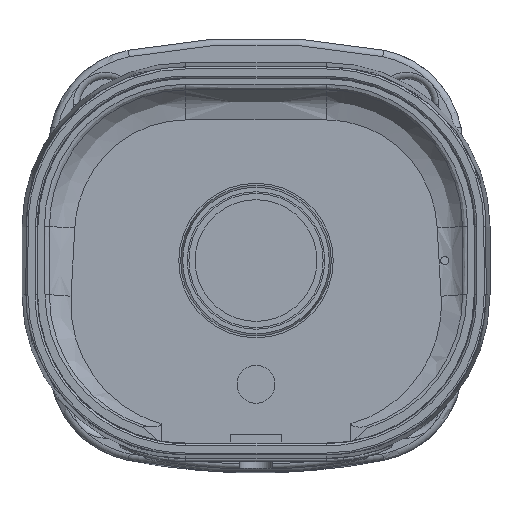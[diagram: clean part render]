
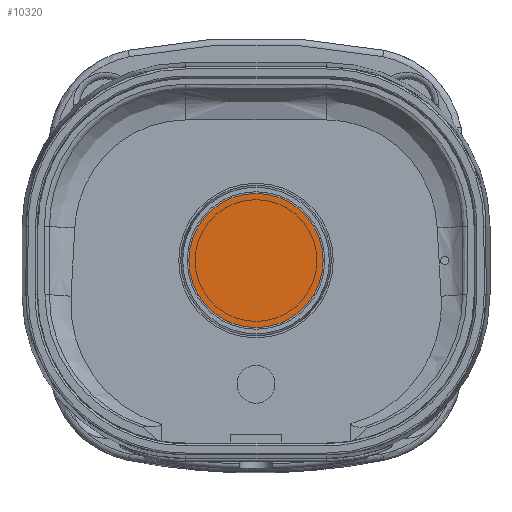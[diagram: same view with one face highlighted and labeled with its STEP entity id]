
A CAD part, front view. The second image highlights one B-rep face of the part: STEP entity #10320.
In plain terms, the highlighted face is planar.
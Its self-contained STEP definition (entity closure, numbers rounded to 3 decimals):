
#3103 = CIRCLE ( 'NONE', #30971, 10.25 ) ;
#4049 = ORIENTED_EDGE ( 'NONE', *, *, #47856, .T. ) ;
#10320 = ADVANCED_FACE ( 'NONE', ( #61064 ), #15585, .T. ) ;
#10439 = ORIENTED_EDGE ( 'NONE', *, *, #48683, .T. ) ;
#15585 = PLANE ( 'NONE',  #49731 ) ;
#20503 = AXIS2_PLACEMENT_3D ( 'NONE', #28394, #27681, #22230 ) ;
#22230 = DIRECTION ( 'NONE',  ( 0., 0., 1. ) ) ;
#27681 = DIRECTION ( 'NONE',  ( 0., 1., 0. ) ) ;
#28394 = CARTESIAN_POINT ( 'NONE',  ( 0., 21., 0. ) ) ;
#30971 = AXIS2_PLACEMENT_3D ( 'NONE', #44366, #66580, #38871 ) ;
#32502 = CARTESIAN_POINT ( 'NONE',  ( 0., 21., 10.25 ) ) ;
#34109 = DIRECTION ( 'NONE',  ( 0., 1., 0. ) ) ;
#35184 = DIRECTION ( 'NONE',  ( 0., 0., 1. ) ) ;
#38871 = DIRECTION ( 'NONE',  ( 0., 0., 1. ) ) ;
#44366 = CARTESIAN_POINT ( 'NONE',  ( 0., 21., 0. ) ) ;
#46282 = VERTEX_POINT ( 'NONE', #47737 ) ;
#47439 = CARTESIAN_POINT ( 'NONE',  ( 0., 21., 0. ) ) ;
#47737 = CARTESIAN_POINT ( 'NONE',  ( 0., 21., -10.25 ) ) ;
#47856 = EDGE_CURVE ( 'NONE', #46282, #50527, #3103, .T. ) ;
#48683 = EDGE_CURVE ( 'NONE', #50527, #46282, #57835, .T. ) ;
#49731 = AXIS2_PLACEMENT_3D ( 'NONE', #47439, #34109, #35184 ) ;
#50527 = VERTEX_POINT ( 'NONE', #32502 ) ;
#57835 = CIRCLE ( 'NONE', #20503, 10.25 ) ;
#61064 = FACE_OUTER_BOUND ( 'NONE', #70614, .T. ) ;
#66580 = DIRECTION ( 'NONE',  ( 0., 1., 0. ) ) ;
#70614 = EDGE_LOOP ( 'NONE', ( #4049, #10439 ) ) ;
